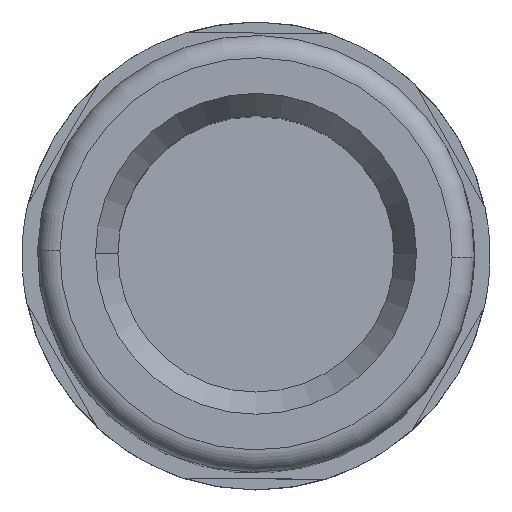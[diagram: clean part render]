
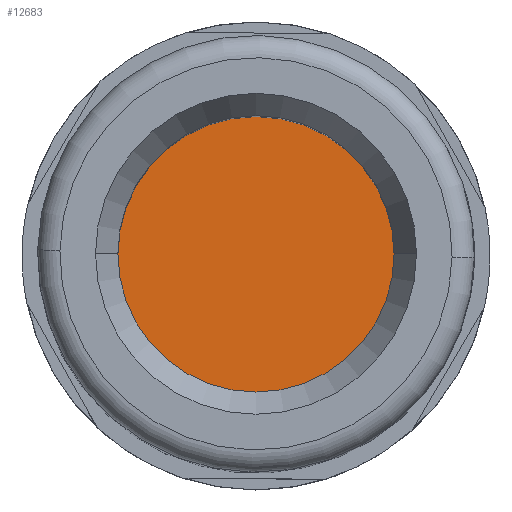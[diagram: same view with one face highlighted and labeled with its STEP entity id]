
A CAD part, top view. The second image highlights one B-rep face of the part: STEP entity #12683.
In plain terms, the highlighted planar face has unit normal (0, 0, 1).
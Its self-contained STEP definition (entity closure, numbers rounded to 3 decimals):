
#708 = CARTESIAN_POINT ( 'NONE',  ( 3.1, 0., 14.5 ) ) ;
#1317 = AXIS2_PLACEMENT_3D ( 'NONE', #7801, #15101, #13878 ) ;
#2624 = DIRECTION ( 'NONE',  ( 0., 0., 1. ) ) ;
#2729 = FACE_OUTER_BOUND ( 'NONE', #8802, .T. ) ;
#4187 = CIRCLE ( 'NONE', #1317, 3.1 ) ;
#5276 = ORIENTED_EDGE ( 'NONE', *, *, #16386, .T. ) ;
#6501 = CIRCLE ( 'NONE', #16732, 3.1 ) ;
#7400 = VERTEX_POINT ( 'NONE', #708 ) ;
#7801 = CARTESIAN_POINT ( 'NONE',  ( 0., 0., 14.5 ) ) ;
#8654 = CARTESIAN_POINT ( 'NONE',  ( 0., 0., 14.5 ) ) ;
#8734 = VERTEX_POINT ( 'NONE', #18870 ) ;
#8802 = EDGE_LOOP ( 'NONE', ( #17617, #5276 ) ) ;
#10780 = AXIS2_PLACEMENT_3D ( 'NONE', #8654, #2624, #14543 ) ;
#10903 = CARTESIAN_POINT ( 'NONE',  ( 0., 0., 14.5 ) ) ;
#12683 = ADVANCED_FACE ( 'NONE', ( #2729 ), #16357, .T. ) ;
#13783 = DIRECTION ( 'NONE',  ( 1., 0., 0. ) ) ;
#13878 = DIRECTION ( 'NONE',  ( 1., 0., 0. ) ) ;
#14543 = DIRECTION ( 'NONE',  ( 1., 0., 0. ) ) ;
#15101 = DIRECTION ( 'NONE',  ( 0., 0., 1. ) ) ;
#16357 = PLANE ( 'NONE',  #10780 ) ;
#16386 = EDGE_CURVE ( 'NONE', #8734, #7400, #4187, .T. ) ;
#16732 = AXIS2_PLACEMENT_3D ( 'NONE', #10903, #17007, #13783 ) ;
#17007 = DIRECTION ( 'NONE',  ( 0., 0., 1. ) ) ;
#17617 = ORIENTED_EDGE ( 'NONE', *, *, #19346, .T. ) ;
#18870 = CARTESIAN_POINT ( 'NONE',  ( -3.1, 0., 14.5 ) ) ;
#19346 = EDGE_CURVE ( 'NONE', #7400, #8734, #6501, .T. ) ;
